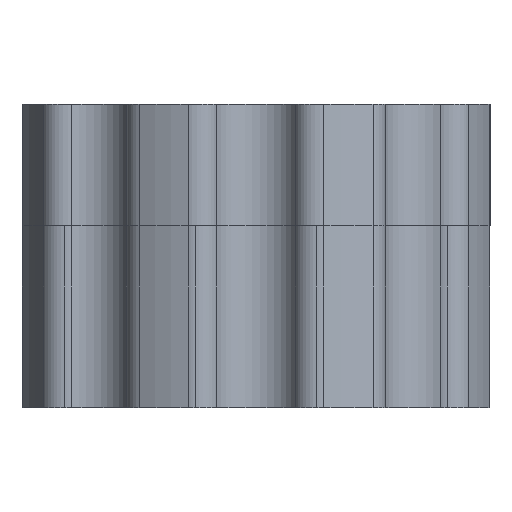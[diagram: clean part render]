
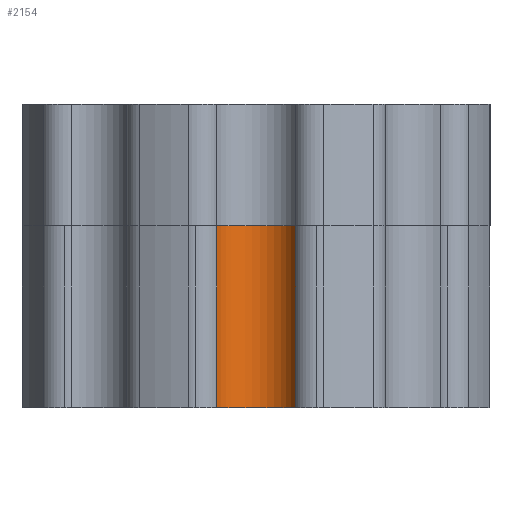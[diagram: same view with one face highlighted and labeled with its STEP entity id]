
A CAD part, left-side view. The second image highlights one B-rep face of the part: STEP entity #2154.
In plain terms, the highlighted cylindrical face has radius 3.7 mm (diameter 7.4 mm), a partial arc.
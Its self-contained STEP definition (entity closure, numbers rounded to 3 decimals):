
#40 = EDGE_CURVE ( 'NONE', #4208, #4199, #1750, .T. ) ;
#55 = DIRECTION ( 'NONE',  ( 0., 0., -1. ) ) ;
#86 = ORIENTED_EDGE ( 'NONE', *, *, #2637, .F. ) ;
#153 = CARTESIAN_POINT ( 'NONE',  ( -20., 0., 15. ) ) ;
#183 = AXIS2_PLACEMENT_3D ( 'NONE', #2095, #3389, #2383 ) ;
#344 = VERTEX_POINT ( 'NONE', #1261 ) ;
#560 = EDGE_LOOP ( 'NONE', ( #712, #86, #2510, #4009 ) ) ;
#700 = EDGE_CURVE ( 'NONE', #344, #1717, #1954, .T. ) ;
#712 = ORIENTED_EDGE ( 'NONE', *, *, #40, .T. ) ;
#846 = CARTESIAN_POINT ( 'NONE',  ( -20., 0., 15. ) ) ;
#1190 = DIRECTION ( 'NONE',  ( -1., 0., 0. ) ) ;
#1261 = CARTESIAN_POINT ( 'NONE',  ( -18.239, 3.254, 15. ) ) ;
#1457 = DIRECTION ( 'NONE',  ( 0., 0., -1. ) ) ;
#1673 = VECTOR ( 'NONE', #2698, 1000. ) ;
#1716 = LINE ( 'NONE', #3334, #1673 ) ;
#1717 = VERTEX_POINT ( 'NONE', #2813 ) ;
#1750 = CIRCLE ( 'NONE', #183, 3.7 ) ;
#1954 = CIRCLE ( 'NONE', #3876, 3.7 ) ;
#2029 = FACE_OUTER_BOUND ( 'NONE', #560, .T. ) ;
#2095 = CARTESIAN_POINT ( 'NONE',  ( -20., 0., 0. ) ) ;
#2154 = ADVANCED_FACE ( 'NONE', ( #2029 ), #3326, .F. ) ;
#2383 = DIRECTION ( 'NONE',  ( 1., 0., 0. ) ) ;
#2491 = VECTOR ( 'NONE', #55, 1000. ) ;
#2510 = ORIENTED_EDGE ( 'NONE', *, *, #700, .F. ) ;
#2637 = EDGE_CURVE ( 'NONE', #1717, #4199, #3590, .T. ) ;
#2698 = DIRECTION ( 'NONE',  ( 0., 0., -1. ) ) ;
#2813 = CARTESIAN_POINT ( 'NONE',  ( -18.239, -3.254, 15. ) ) ;
#2955 = CARTESIAN_POINT ( 'NONE',  ( -18.239, -3.254, 0. ) ) ;
#3023 = DIRECTION ( 'NONE',  ( 1., 0., 0. ) ) ;
#3099 = AXIS2_PLACEMENT_3D ( 'NONE', #846, #4078, #1190 ) ;
#3326 = CYLINDRICAL_SURFACE ( 'NONE', #3099, 3.7 ) ;
#3334 = CARTESIAN_POINT ( 'NONE',  ( -18.239, 3.254, 15. ) ) ;
#3389 = DIRECTION ( 'NONE',  ( 0., 0., -1. ) ) ;
#3590 = LINE ( 'NONE', #3675, #2491 ) ;
#3675 = CARTESIAN_POINT ( 'NONE',  ( -18.239, -3.254, 15. ) ) ;
#3682 = CARTESIAN_POINT ( 'NONE',  ( -18.239, 3.254, 0. ) ) ;
#3876 = AXIS2_PLACEMENT_3D ( 'NONE', #153, #1457, #3023 ) ;
#4009 = ORIENTED_EDGE ( 'NONE', *, *, #4183, .T. ) ;
#4078 = DIRECTION ( 'NONE',  ( 0., 0., -1. ) ) ;
#4183 = EDGE_CURVE ( 'NONE', #344, #4208, #1716, .T. ) ;
#4199 = VERTEX_POINT ( 'NONE', #2955 ) ;
#4208 = VERTEX_POINT ( 'NONE', #3682 ) ;
